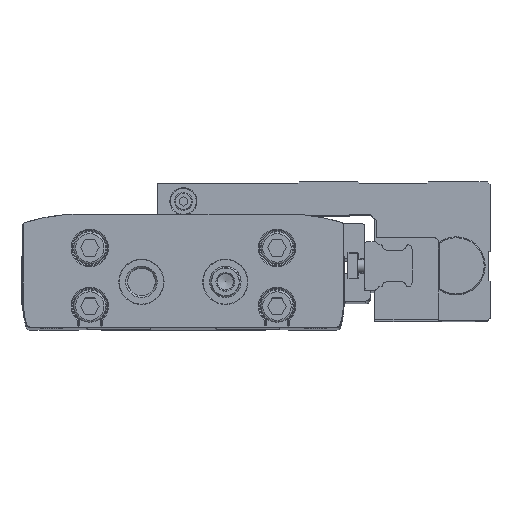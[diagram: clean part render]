
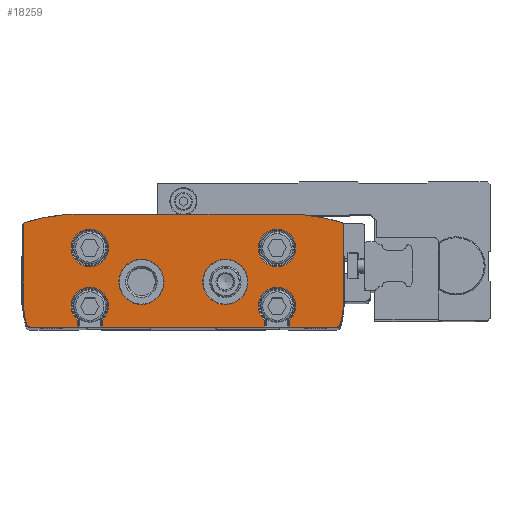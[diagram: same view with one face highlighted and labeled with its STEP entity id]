
A CAD part, top view. The second image highlights one B-rep face of the part: STEP entity #18259.
In plain terms, the highlighted planar face has unit normal (0, 0, 1).
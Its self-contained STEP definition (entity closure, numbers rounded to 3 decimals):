
#808=CIRCLE('',#19700,5.8);
#809=CIRCLE('',#19701,5.8);
#810=CIRCLE('',#19702,1.);
#811=CIRCLE('',#19703,25.);
#812=CIRCLE('',#19704,1.);
#813=CIRCLE('',#19705,60.);
#814=CIRCLE('',#19706,60.);
#815=CIRCLE('',#19707,1.);
#816=CIRCLE('',#19708,25.);
#817=CIRCLE('',#19709,1.);
#818=CIRCLE('',#19710,5.8);
#819=CIRCLE('',#19711,5.8);
#820=CIRCLE('',#19712,7.);
#821=CIRCLE('',#19713,7.);
#1856=ORIENTED_EDGE('',*,*,#6979,.F.);
#1857=ORIENTED_EDGE('',*,*,#6968,.T.);
#1858=ORIENTED_EDGE('',*,*,#6828,.T.);
#1859=ORIENTED_EDGE('',*,*,#6970,.F.);
#1860=ORIENTED_EDGE('',*,*,#6980,.F.);
#1861=ORIENTED_EDGE('',*,*,#6978,.T.);
#1862=ORIENTED_EDGE('',*,*,#6820,.T.);
#1863=ORIENTED_EDGE('',*,*,#6981,.T.);
#1864=ORIENTED_EDGE('',*,*,#6982,.T.);
#1865=ORIENTED_EDGE('',*,*,#6983,.T.);
#1866=ORIENTED_EDGE('',*,*,#6984,.T.);
#1867=ORIENTED_EDGE('',*,*,#6985,.T.);
#1868=ORIENTED_EDGE('',*,*,#6986,.T.);
#1869=ORIENTED_EDGE('',*,*,#6987,.T.);
#1870=ORIENTED_EDGE('',*,*,#6988,.T.);
#1871=ORIENTED_EDGE('',*,*,#6989,.T.);
#1872=ORIENTED_EDGE('',*,*,#6990,.T.);
#1873=ORIENTED_EDGE('',*,*,#6991,.T.);
#1874=ORIENTED_EDGE('',*,*,#6816,.T.);
#1875=ORIENTED_EDGE('',*,*,#6960,.F.);
#1876=ORIENTED_EDGE('',*,*,#6992,.F.);
#1877=ORIENTED_EDGE('',*,*,#6993,.F.);
#1878=ORIENTED_EDGE('',*,*,#6994,.F.);
#1879=ORIENTED_EDGE('',*,*,#6995,.F.);
#6816=EDGE_CURVE('',#9394,#9393,#11233,.T.);
#6820=EDGE_CURVE('',#9398,#9397,#11237,.T.);
#6828=EDGE_CURVE('',#9406,#9405,#11241,.T.);
#6960=EDGE_CURVE('',#9525,#9393,#11319,.T.);
#6968=EDGE_CURVE('',#9530,#9406,#11326,.T.);
#6970=EDGE_CURVE('',#9531,#9405,#11327,.T.);
#6978=EDGE_CURVE('',#9536,#9398,#11334,.T.);
#6979=EDGE_CURVE('',#9530,#9525,#808,.T.);
#6980=EDGE_CURVE('',#9536,#9531,#809,.T.);
#6981=EDGE_CURVE('',#9397,#9537,#810,.T.);
#6982=EDGE_CURVE('',#9537,#9538,#811,.T.);
#6983=EDGE_CURVE('',#9538,#9539,#11335,.T.);
#6984=EDGE_CURVE('',#9539,#9540,#812,.T.);
#6985=EDGE_CURVE('',#9540,#9541,#813,.T.);
#6986=EDGE_CURVE('',#9541,#9542,#11336,.T.);
#6987=EDGE_CURVE('',#9542,#9543,#814,.T.);
#6988=EDGE_CURVE('',#9543,#9544,#815,.T.);
#6989=EDGE_CURVE('',#9544,#9545,#11337,.T.);
#6990=EDGE_CURVE('',#9545,#9546,#816,.T.);
#6991=EDGE_CURVE('',#9546,#9394,#817,.T.);
#6992=EDGE_CURVE('',#9547,#9547,#818,.T.);
#6993=EDGE_CURVE('',#9548,#9548,#819,.T.);
#6994=EDGE_CURVE('',#9549,#9549,#820,.T.);
#6995=EDGE_CURVE('',#9550,#9550,#821,.T.);
#9393=VERTEX_POINT('',#27524);
#9394=VERTEX_POINT('',#27526);
#9397=VERTEX_POINT('',#27532);
#9398=VERTEX_POINT('',#27534);
#9405=VERTEX_POINT('',#27548);
#9406=VERTEX_POINT('',#27550);
#9525=VERTEX_POINT('',#27832);
#9530=VERTEX_POINT('',#27851);
#9531=VERTEX_POINT('',#27858);
#9536=VERTEX_POINT('',#27877);
#9537=VERTEX_POINT('',#27883);
#9538=VERTEX_POINT('',#27885);
#9539=VERTEX_POINT('',#27887);
#9540=VERTEX_POINT('',#27889);
#9541=VERTEX_POINT('',#27891);
#9542=VERTEX_POINT('',#27893);
#9543=VERTEX_POINT('',#27895);
#9544=VERTEX_POINT('',#27897);
#9545=VERTEX_POINT('',#27899);
#9546=VERTEX_POINT('',#27901);
#9547=VERTEX_POINT('',#27904);
#9548=VERTEX_POINT('',#27906);
#9549=VERTEX_POINT('',#27908);
#9550=VERTEX_POINT('',#27910);
#11233=LINE('',#27525,#12826);
#11237=LINE('',#27533,#12830);
#11241=LINE('',#27549,#12834);
#11319=LINE('',#27834,#12912);
#11326=LINE('',#27852,#12919);
#11327=LINE('',#27860,#12920);
#11334=LINE('',#27878,#12927);
#11335=LINE('',#27886,#12928);
#11336=LINE('',#27892,#12929);
#11337=LINE('',#27898,#12930);
#12826=VECTOR('',#21732,1000.);
#12830=VECTOR('',#21736,1000.);
#12834=VECTOR('',#21748,1000.);
#12912=VECTOR('',#21958,1000.);
#12919=VECTOR('',#21971,1000.);
#12920=VECTOR('',#21974,1000.);
#12927=VECTOR('',#21987,1000.);
#12928=VECTOR('',#21998,1000.);
#12929=VECTOR('',#22003,1000.);
#12930=VECTOR('',#22008,1000.);
#14459=EDGE_LOOP('',(#1856,#1857,#1858,#1859,#1860,#1861,#1862,#1863,#1864,
#1865,#1866,#1867,#1868,#1869,#1870,#1871,#1872,#1873,#1874,#1875));
#14460=EDGE_LOOP('',(#1876));
#14461=EDGE_LOOP('',(#1877));
#14462=EDGE_LOOP('',(#1878));
#14463=EDGE_LOOP('',(#1879));
#16066=FACE_BOUND('',#14459,.T.);
#16067=FACE_BOUND('',#14460,.T.);
#16068=FACE_BOUND('',#14461,.T.);
#16069=FACE_BOUND('',#14462,.T.);
#16070=FACE_BOUND('',#14463,.T.);
#17666=PLANE('',#19699);
#18259=ADVANCED_FACE('',(#16066,#16067,#16068,#16069,#16070),#17666,.T.);
#19699=AXIS2_PLACEMENT_3D('',#27879,#21988,#21989);
#19700=AXIS2_PLACEMENT_3D('',#27880,#21990,#21991);
#19701=AXIS2_PLACEMENT_3D('',#27881,#21992,#21993);
#19702=AXIS2_PLACEMENT_3D('',#27882,#21994,#21995);
#19703=AXIS2_PLACEMENT_3D('',#27884,#21996,#21997);
#19704=AXIS2_PLACEMENT_3D('',#27888,#21999,#22000);
#19705=AXIS2_PLACEMENT_3D('',#27890,#22001,#22002);
#19706=AXIS2_PLACEMENT_3D('',#27894,#22004,#22005);
#19707=AXIS2_PLACEMENT_3D('',#27896,#22006,#22007);
#19708=AXIS2_PLACEMENT_3D('',#27900,#22009,#22010);
#19709=AXIS2_PLACEMENT_3D('',#27902,#22011,#22012);
#19710=AXIS2_PLACEMENT_3D('',#27903,#22013,#22014);
#19711=AXIS2_PLACEMENT_3D('',#27905,#22015,#22016);
#19712=AXIS2_PLACEMENT_3D('',#27907,#22017,#22018);
#19713=AXIS2_PLACEMENT_3D('',#27909,#22019,#22020);
#21732=DIRECTION('',(1.,0.,0.));
#21736=DIRECTION('',(1.,0.,0.));
#21748=DIRECTION('',(1.,0.,0.));
#21958=DIRECTION('',(0.,-1.,0.));
#21971=DIRECTION('',(0.,-1.,0.));
#21974=DIRECTION('',(0.,-1.,0.));
#21987=DIRECTION('',(0.,-1.,0.));
#21988=DIRECTION('',(0.,0.,1.));
#21989=DIRECTION('',(1.,0.,0.));
#21990=DIRECTION('',(0.,0.,1.));
#21991=DIRECTION('',(1.,0.,0.));
#21992=DIRECTION('',(0.,0.,1.));
#21993=DIRECTION('',(1.,0.,0.));
#21994=DIRECTION('',(0.,0.,1.));
#21995=DIRECTION('',(1.,0.,0.));
#21996=DIRECTION('',(0.,0.,1.));
#21997=DIRECTION('',(1.,0.,0.));
#21998=DIRECTION('',(0.,1.,0.));
#21999=DIRECTION('',(0.,0.,1.));
#22000=DIRECTION('',(1.,0.,0.));
#22001=DIRECTION('',(0.,0.,1.));
#22002=DIRECTION('',(1.,0.,0.));
#22003=DIRECTION('',(-1.,0.,0.));
#22004=DIRECTION('',(0.,0.,1.));
#22005=DIRECTION('',(1.,0.,0.));
#22006=DIRECTION('',(0.,0.,1.));
#22007=DIRECTION('',(1.,0.,0.));
#22008=DIRECTION('',(0.,-1.,0.));
#22009=DIRECTION('',(0.,0.,1.));
#22010=DIRECTION('',(1.,0.,0.));
#22011=DIRECTION('',(0.,0.,1.));
#22012=DIRECTION('',(1.,0.,0.));
#22013=DIRECTION('',(0.,0.,1.));
#22014=DIRECTION('',(1.,0.,0.));
#22015=DIRECTION('',(0.,0.,1.));
#22016=DIRECTION('',(1.,0.,0.));
#22017=DIRECTION('',(0.,0.,1.));
#22018=DIRECTION('',(1.,0.,0.));
#22019=DIRECTION('',(0.,0.,1.));
#22020=DIRECTION('',(1.,0.,0.));
#27524=CARTESIAN_POINT('',(-32.8,0.,265.));
#27525=CARTESIAN_POINT('',(-47.556,0.,265.));
#27526=CARTESIAN_POINT('',(-47.556,0.,265.));
#27532=CARTESIAN_POINT('',(47.556,0.,265.));
#27533=CARTESIAN_POINT('',(-47.556,0.,265.));
#27534=CARTESIAN_POINT('',(32.8,0.,265.));
#27548=CARTESIAN_POINT('',(25.2,0.,265.));
#27549=CARTESIAN_POINT('',(-47.556,0.,265.));
#27550=CARTESIAN_POINT('',(-25.2,0.,265.));
#27832=CARTESIAN_POINT('',(-32.8,2.118,265.));
#27834=CARTESIAN_POINT('',(-32.8,6.5,265.));
#27851=CARTESIAN_POINT('',(-25.2,2.118,265.));
#27852=CARTESIAN_POINT('',(-25.2,6.5,265.));
#27858=CARTESIAN_POINT('',(25.2,2.118,265.));
#27860=CARTESIAN_POINT('',(25.2,6.5,265.));
#27877=CARTESIAN_POINT('',(32.8,2.118,265.));
#27878=CARTESIAN_POINT('',(32.8,6.5,265.));
#27879=CARTESIAN_POINT('',(-24.6,8.,265.));
#27880=CARTESIAN_POINT('',(-29.,6.5,265.));
#27881=CARTESIAN_POINT('',(29.,6.5,265.));
#27882=CARTESIAN_POINT('',(47.556,1.,265.));
#27883=CARTESIAN_POINT('',(48.513,0.708,265.));
#27884=CARTESIAN_POINT('',(24.6,8.,265.));
#27885=CARTESIAN_POINT('',(49.6,8.,265.));
#27886=CARTESIAN_POINT('',(49.6,8.,265.));
#27887=CARTESIAN_POINT('',(49.6,31.498,265.));
#27888=CARTESIAN_POINT('',(48.6,31.498,265.));
#27889=CARTESIAN_POINT('',(48.888,32.455,265.));
#27890=CARTESIAN_POINT('',(31.6,-25.,265.));
#27891=CARTESIAN_POINT('',(31.6,35.,265.));
#27892=CARTESIAN_POINT('',(31.6,35.,265.));
#27893=CARTESIAN_POINT('',(-31.6,35.,265.));
#27894=CARTESIAN_POINT('',(-31.6,-25.,265.));
#27895=CARTESIAN_POINT('',(-48.888,32.455,265.));
#27896=CARTESIAN_POINT('',(-48.6,31.498,265.));
#27897=CARTESIAN_POINT('',(-49.6,31.498,265.));
#27898=CARTESIAN_POINT('',(-49.6,31.498,265.));
#27899=CARTESIAN_POINT('',(-49.6,8.,265.));
#27900=CARTESIAN_POINT('',(-24.6,8.,265.));
#27901=CARTESIAN_POINT('',(-48.513,0.708,265.));
#27902=CARTESIAN_POINT('',(-47.556,1.,265.));
#27903=CARTESIAN_POINT('',(-29.,24.5,265.));
#27904=CARTESIAN_POINT('',(-23.2,24.5,265.));
#27905=CARTESIAN_POINT('',(29.,24.5,265.));
#27906=CARTESIAN_POINT('',(34.8,24.5,265.));
#27907=CARTESIAN_POINT('',(-13.,14.,265.));
#27908=CARTESIAN_POINT('',(-6.,14.,265.));
#27909=CARTESIAN_POINT('',(13.,14.,265.));
#27910=CARTESIAN_POINT('',(20.,14.,265.));
